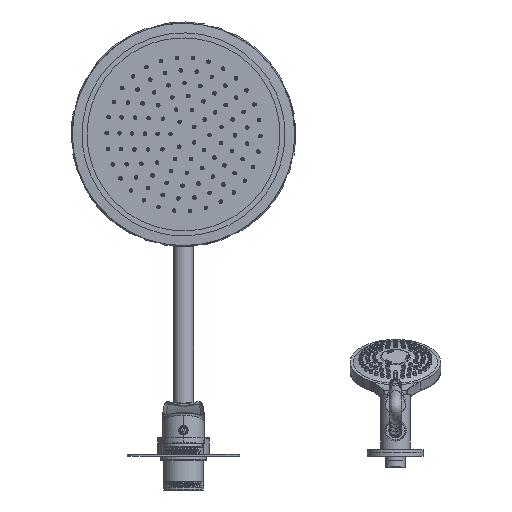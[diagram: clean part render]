
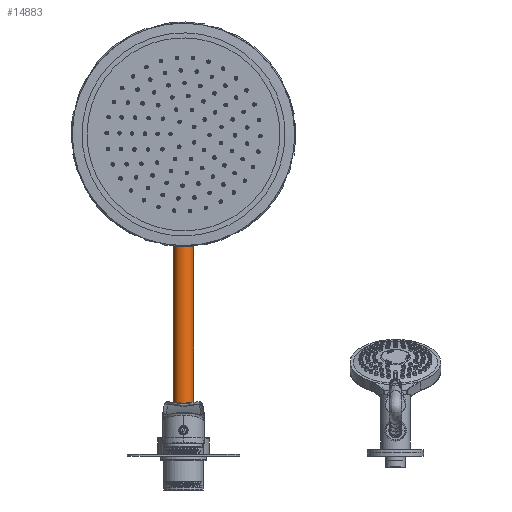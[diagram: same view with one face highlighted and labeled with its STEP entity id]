
A CAD part, front view. The second image highlights one B-rep face of the part: STEP entity #14883.
In plain terms, the highlighted cylindrical face has radius 11 mm (diameter 22 mm), a full revolution.
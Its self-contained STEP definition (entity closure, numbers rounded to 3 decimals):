
#469 = EDGE_LOOP ( 'NONE', ( #22605 ) ) ;
#4780 = CARTESIAN_POINT ( 'NONE',  ( 26., 671.438, -84.348 ) ) ;
#4930 = DIRECTION ( 'NONE',  ( 0., 0., -1. ) ) ;
#12802 = EDGE_LOOP ( 'NONE', ( #23174 ) ) ;
#13062 = DIRECTION ( 'NONE',  ( 0., 0., 1. ) ) ;
#13181 = DIRECTION ( 'NONE',  ( -1., 0., 0. ) ) ;
#13422 = CARTESIAN_POINT ( 'NONE',  ( 37., 671.438, -84.348 ) ) ;
#14883 = ADVANCED_FACE ( 'NONE', ( #33027, #25158 ), #27432, .T. ) ;
#14996 = DIRECTION ( 'NONE',  ( -1., 0., 0. ) ) ;
#16572 = DIRECTION ( 'NONE',  ( 1., 0., 0. ) ) ;
#17318 = CARTESIAN_POINT ( 'NONE',  ( 48., 671.438, 199.152 ) ) ;
#20590 = DIRECTION ( 'NONE',  ( 0., 0., -1. ) ) ;
#20698 = EDGE_CURVE ( 'NONE', #29153, #29153, #22615, .T. ) ;
#22454 = CIRCLE ( 'NONE', #37931, 11. ) ;
#22605 = ORIENTED_EDGE ( 'NONE', *, *, #20698, .F. ) ;
#22615 = CIRCLE ( 'NONE', #32492, 11. ) ;
#23174 = ORIENTED_EDGE ( 'NONE', *, *, #24931, .F. ) ;
#24931 = EDGE_CURVE ( 'NONE', #25859, #25859, #22454, .T. ) ;
#25158 = FACE_OUTER_BOUND ( 'NONE', #469, .T. ) ;
#25859 = VERTEX_POINT ( 'NONE', #4780 ) ;
#26934 = CARTESIAN_POINT ( 'NONE',  ( 37., 671.438, 199.152 ) ) ;
#27432 = CYLINDRICAL_SURFACE ( 'NONE', #34071, 11. ) ;
#29153 = VERTEX_POINT ( 'NONE', #17318 ) ;
#32492 = AXIS2_PLACEMENT_3D ( 'NONE', #35804, #13062, #16572 ) ;
#33027 = FACE_OUTER_BOUND ( 'NONE', #12802, .T. ) ;
#34071 = AXIS2_PLACEMENT_3D ( 'NONE', #26934, #20590, #14996 ) ;
#35804 = CARTESIAN_POINT ( 'NONE',  ( 37., 671.438, 199.152 ) ) ;
#37931 = AXIS2_PLACEMENT_3D ( 'NONE', #13422, #4930, #13181 ) ;
